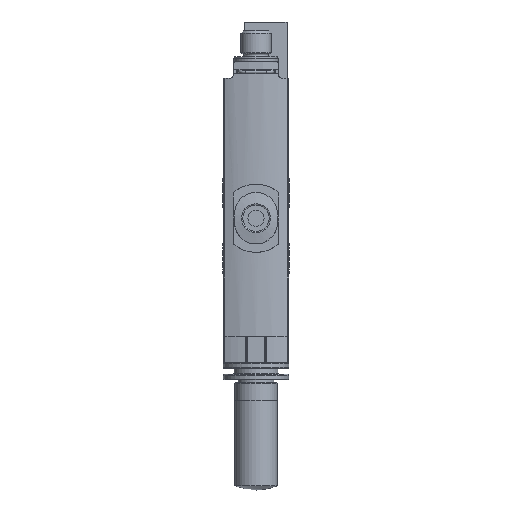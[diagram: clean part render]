
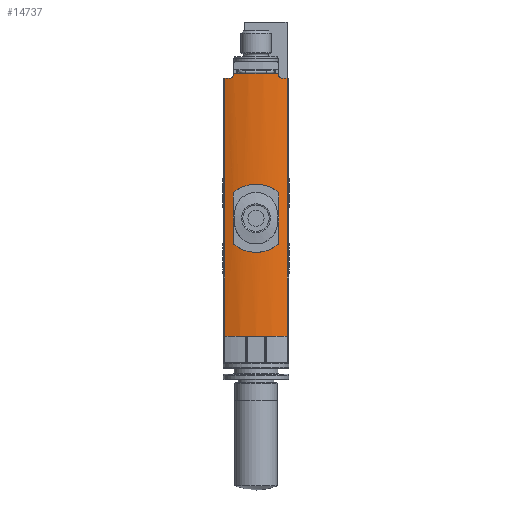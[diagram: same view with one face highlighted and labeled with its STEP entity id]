
A CAD part, front view. The second image highlights one B-rep face of the part: STEP entity #14737.
In plain terms, the highlighted cylindrical face has radius 21 mm (diameter 42 mm), a partial arc.
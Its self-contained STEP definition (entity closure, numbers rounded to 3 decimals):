
#171=B_SPLINE_CURVE_WITH_KNOTS('',3,(#20436,#20437,#20438,#20439,#20440,
#20441,#20442),.UNSPECIFIED.,.F.,.F.,(4,1,1,1,4),(0.,0.003,
0.006,0.008,0.011),
 .UNSPECIFIED.);
#172=B_SPLINE_CURVE_WITH_KNOTS('',3,(#20445,#20446,#20447,#20448),
 .UNSPECIFIED.,.F.,.F.,(4,4),(0.,0.),
 .UNSPECIFIED.);
#173=B_SPLINE_CURVE_WITH_KNOTS('',3,(#20452,#20453,#20454,#20455),
 .UNSPECIFIED.,.F.,.F.,(4,4),(0.,0.),.UNSPECIFIED.);
#174=B_SPLINE_CURVE_WITH_KNOTS('',3,(#20457,#20458,#20459,#20460,#20461,
#20462,#20463),.UNSPECIFIED.,.F.,.F.,(4,1,1,1,4),(0.,0.003,
0.006,0.008,0.011),
 .UNSPECIFIED.);
#175=B_SPLINE_CURVE_WITH_KNOTS('',3,(#20465,#20466,#20467,#20468),
 .UNSPECIFIED.,.F.,.F.,(4,4),(0.,0.),.UNSPECIFIED.);
#176=B_SPLINE_CURVE_WITH_KNOTS('',3,(#20472,#20473,#20474,#20475),
 .UNSPECIFIED.,.F.,.F.,(4,4),(0.,0.),.UNSPECIFIED.);
#177=B_SPLINE_CURVE_WITH_KNOTS('',3,(#20479,#20480,#20481,#20482,#20483),
 .UNSPECIFIED.,.F.,.F.,(4,1,4),(0.,0.001,
0.002),.UNSPECIFIED.);
#178=B_SPLINE_CURVE_WITH_KNOTS('',3,(#20495,#20496,#20497,#20498,#20499),
 .UNSPECIFIED.,.F.,.F.,(4,1,4),(0.,0.001,0.002),
 .UNSPECIFIED.);
#222=CYLINDRICAL_SURFACE('',#15491,21.);
#626=LINE('',#20450,#1576);
#627=LINE('',#20470,#1577);
#628=LINE('',#20487,#1578);
#629=LINE('',#20491,#1579);
#1576=VECTOR('',#16957,1000.);
#1577=VECTOR('',#16958,1000.);
#1578=VECTOR('',#16963,1000.);
#1579=VECTOR('',#16966,1000.);
#2581=ORIENTED_EDGE('',*,*,#5575,.T.);
#2582=ORIENTED_EDGE('',*,*,#5576,.T.);
#2583=ORIENTED_EDGE('',*,*,#5577,.T.);
#2584=ORIENTED_EDGE('',*,*,#5578,.T.);
#2585=ORIENTED_EDGE('',*,*,#5579,.T.);
#2586=ORIENTED_EDGE('',*,*,#5580,.T.);
#2587=ORIENTED_EDGE('',*,*,#5581,.T.);
#2588=ORIENTED_EDGE('',*,*,#5582,.T.);
#2589=ORIENTED_EDGE('',*,*,#5583,.F.);
#2590=ORIENTED_EDGE('',*,*,#5584,.F.);
#2591=ORIENTED_EDGE('',*,*,#5585,.F.);
#2592=ORIENTED_EDGE('',*,*,#5586,.T.);
#2593=ORIENTED_EDGE('',*,*,#5587,.T.);
#2594=ORIENTED_EDGE('',*,*,#5588,.F.);
#2595=ORIENTED_EDGE('',*,*,#5589,.F.);
#2596=ORIENTED_EDGE('',*,*,#5590,.F.);
#5575=EDGE_CURVE('',#7066,#7067,#171,.T.);
#5576=EDGE_CURVE('',#7067,#7068,#172,.T.);
#5577=EDGE_CURVE('',#7068,#7069,#626,.F.);
#5578=EDGE_CURVE('',#7069,#7070,#173,.T.);
#5579=EDGE_CURVE('',#7070,#7071,#174,.T.);
#5580=EDGE_CURVE('',#7071,#7072,#175,.T.);
#5581=EDGE_CURVE('',#7072,#7073,#627,.T.);
#5582=EDGE_CURVE('',#7073,#7066,#176,.T.);
#5583=EDGE_CURVE('',#7074,#7075,#7956,.T.);
#5584=EDGE_CURVE('',#7076,#7074,#177,.T.);
#5585=EDGE_CURVE('',#7077,#7076,#7957,.T.);
#5586=EDGE_CURVE('',#7077,#7078,#628,.T.);
#5587=EDGE_CURVE('',#7078,#7079,#7958,.T.);
#5588=EDGE_CURVE('',#7080,#7079,#629,.T.);
#5589=EDGE_CURVE('',#7081,#7080,#7959,.T.);
#5590=EDGE_CURVE('',#7075,#7081,#178,.T.);
#7066=VERTEX_POINT('',#20443);
#7067=VERTEX_POINT('',#20444);
#7068=VERTEX_POINT('',#20449);
#7069=VERTEX_POINT('',#20451);
#7070=VERTEX_POINT('',#20456);
#7071=VERTEX_POINT('',#20464);
#7072=VERTEX_POINT('',#20469);
#7073=VERTEX_POINT('',#20471);
#7074=VERTEX_POINT('',#20477);
#7075=VERTEX_POINT('',#20478);
#7076=VERTEX_POINT('',#20484);
#7077=VERTEX_POINT('',#20486);
#7078=VERTEX_POINT('',#20488);
#7079=VERTEX_POINT('',#20490);
#7080=VERTEX_POINT('',#20492);
#7081=VERTEX_POINT('',#20494);
#7956=CIRCLE('',#15492,21.);
#7957=CIRCLE('',#15493,21.);
#7958=CIRCLE('',#15494,21.);
#7959=CIRCLE('',#15495,21.);
#8463=EDGE_LOOP('',(#2581,#2582,#2583,#2584,#2585,#2586,#2587,#2588));
#8464=EDGE_LOOP('',(#2589,#2590,#2591,#2592,#2593,#2594,#2595,#2596));
#9397=FACE_BOUND('',#8463,.T.);
#9398=FACE_BOUND('',#8464,.T.);
#14737=ADVANCED_FACE('',(#9397,#9398),#222,.T.);
#15491=AXIS2_PLACEMENT_3D('',#20435,#16955,#16956);
#15492=AXIS2_PLACEMENT_3D('',#20476,#16959,#16960);
#15493=AXIS2_PLACEMENT_3D('',#20485,#16961,#16962);
#15494=AXIS2_PLACEMENT_3D('',#20489,#16964,#16965);
#15495=AXIS2_PLACEMENT_3D('',#20493,#16967,#16968);
#16955=DIRECTION('',(0.,0.,-1.));
#16956=DIRECTION('',(-1.,0.,0.));
#16957=DIRECTION('',(0.,0.,-1.));
#16958=DIRECTION('',(0.,0.,-1.));
#16959=DIRECTION('',(0.,0.,1.));
#16960=DIRECTION('',(1.,0.,0.));
#16961=DIRECTION('',(0.,0.,1.));
#16962=DIRECTION('',(1.,0.,0.));
#16963=DIRECTION('',(0.,0.,-1.));
#16964=DIRECTION('',(0.,0.,1.));
#16965=DIRECTION('',(1.,0.,0.));
#16966=DIRECTION('',(0.,0.,-1.));
#16967=DIRECTION('',(0.,0.,1.));
#16968=DIRECTION('',(1.,0.,0.));
#20435=CARTESIAN_POINT('',(0.,25.915,35.8));
#20436=CARTESIAN_POINT('',(5.075,5.538,-5.923));
#20437=CARTESIAN_POINT('',(4.377,5.364,-6.521));
#20438=CARTESIAN_POINT('',(2.786,5.044,-7.46));
#20439=CARTESIAN_POINT('',(0.004,4.851,-7.969));
#20440=CARTESIAN_POINT('',(-2.779,5.043,-7.464));
#20441=CARTESIAN_POINT('',(-4.377,5.364,-6.521));
#20442=CARTESIAN_POINT('',(-5.075,5.538,-5.923));
#20443=CARTESIAN_POINT('',(5.075,5.538,-5.923));
#20444=CARTESIAN_POINT('',(-5.075,5.538,-5.923));
#20445=CARTESIAN_POINT('',(-5.075,5.538,-5.923));
#20446=CARTESIAN_POINT('',(-5.184,5.565,-5.83));
#20447=CARTESIAN_POINT('',(-5.25,5.582,-5.689));
#20448=CARTESIAN_POINT('',(-5.25,5.582,-5.543));
#20449=CARTESIAN_POINT('',(-5.25,5.582,-5.543));
#20450=CARTESIAN_POINT('',(-5.25,5.582,35.8));
#20451=CARTESIAN_POINT('',(-5.25,5.582,5.543));
#20452=CARTESIAN_POINT('',(-5.25,5.582,5.543));
#20453=CARTESIAN_POINT('',(-5.25,5.582,5.689));
#20454=CARTESIAN_POINT('',(-5.184,5.565,5.83));
#20455=CARTESIAN_POINT('',(-5.075,5.538,5.923));
#20456=CARTESIAN_POINT('',(-5.075,5.538,5.923));
#20457=CARTESIAN_POINT('',(-5.075,5.538,5.923));
#20458=CARTESIAN_POINT('',(-4.377,5.364,6.521));
#20459=CARTESIAN_POINT('',(-2.786,5.044,7.46));
#20460=CARTESIAN_POINT('',(-0.004,4.851,7.969));
#20461=CARTESIAN_POINT('',(2.779,5.043,7.464));
#20462=CARTESIAN_POINT('',(4.377,5.364,6.521));
#20463=CARTESIAN_POINT('',(5.075,5.538,5.923));
#20464=CARTESIAN_POINT('',(5.075,5.538,5.923));
#20465=CARTESIAN_POINT('',(5.075,5.538,5.923));
#20466=CARTESIAN_POINT('',(5.184,5.565,5.83));
#20467=CARTESIAN_POINT('',(5.25,5.582,5.689));
#20468=CARTESIAN_POINT('',(5.25,5.582,5.543));
#20469=CARTESIAN_POINT('',(5.25,5.582,5.543));
#20470=CARTESIAN_POINT('',(5.25,5.582,35.8));
#20471=CARTESIAN_POINT('',(5.25,5.582,-5.543));
#20472=CARTESIAN_POINT('',(5.25,5.582,-5.543));
#20473=CARTESIAN_POINT('',(5.25,5.582,-5.689));
#20474=CARTESIAN_POINT('',(5.184,5.565,-5.83));
#20475=CARTESIAN_POINT('',(5.075,5.538,-5.923));
#20476=CARTESIAN_POINT('',(0.,25.915,33.));
#20477=CARTESIAN_POINT('',(-5.1,5.544,33.));
#20478=CARTESIAN_POINT('',(5.1,5.544,33.));
#20479=CARTESIAN_POINT('',(-6.1,5.82,32.));
#20480=CARTESIAN_POINT('',(-5.842,5.742,32.));
#20481=CARTESIAN_POINT('',(-5.33,5.6,32.205));
#20482=CARTESIAN_POINT('',(-5.1,5.544,32.731));
#20483=CARTESIAN_POINT('',(-5.1,5.544,33.));
#20484=CARTESIAN_POINT('',(-6.1,5.82,32.));
#20485=CARTESIAN_POINT('',(0.,25.915,32.));
#20486=CARTESIAN_POINT('',(-7.171,6.177,32.));
#20487=CARTESIAN_POINT('',(-7.171,6.177,35.8));
#20488=CARTESIAN_POINT('',(-7.171,6.177,-27.));
#20489=CARTESIAN_POINT('',(0.,25.915,-27.));
#20490=CARTESIAN_POINT('',(7.171,6.177,-27.));
#20491=CARTESIAN_POINT('',(7.171,6.177,35.8));
#20492=CARTESIAN_POINT('',(7.171,6.177,32.));
#20493=CARTESIAN_POINT('',(0.,25.915,32.));
#20494=CARTESIAN_POINT('',(6.1,5.82,32.));
#20495=CARTESIAN_POINT('',(5.1,5.544,33.));
#20496=CARTESIAN_POINT('',(5.1,5.544,32.731));
#20497=CARTESIAN_POINT('',(5.329,5.599,32.206));
#20498=CARTESIAN_POINT('',(5.843,5.742,32.));
#20499=CARTESIAN_POINT('',(6.1,5.82,32.));
